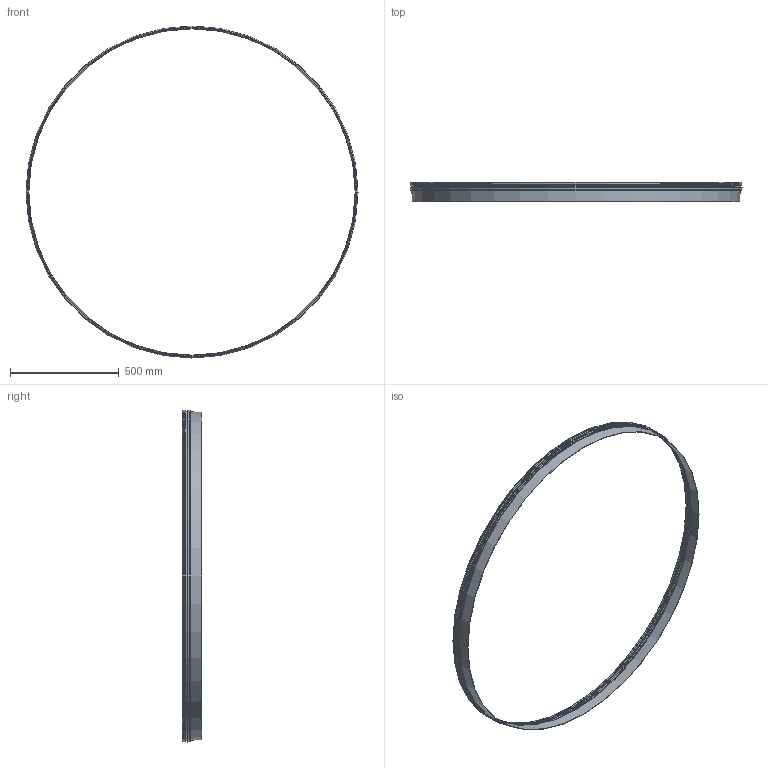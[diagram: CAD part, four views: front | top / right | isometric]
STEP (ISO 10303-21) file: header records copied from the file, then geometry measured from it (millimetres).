
FILE_DESCRIPTION(/* description */ (''),/* implementation_level */ '2;1');
FILE_NAME(/* name */ 'BFM Spigot 1500mm v1.step',/* time_stamp */ '2021-08-06T08:26:05+12:00',/* author */ (''),/* organization */ (''),/* preprocessor_version */ 'ST-DEVELOPER v18.1',/* originating_system */ 'Autodesk Translation Framework v10.9.0.1377',/* authorisation */ '');
FILE_SCHEMA (('AUTOMOTIVE_DESIGN { 1 0 10303 214 3 1 1 }'));
Length unit declared in the file: millimetre
Products named in the file (1): BFM Spigot 1500mm
Bounding box: 1526 x 89 x 1526 mm (x, y, z)
Volume: 883099.2 mm3; surface area: 967551.1 mm2
Topology: 1 solids, 1 shells, 20 faces, 37 edges, 20 vertices
Faces by surface type: cone 12, cylinder 5, plane 3
Full cylindrical faces by diameter (mm): 1513.5 x1, 1517.5 x1, 1522 x2, 1526 x1
Entity records: 526 total; most frequent: DIRECTION 99, CARTESIAN_POINT 78, ORIENTED_EDGE 74, AXIS2_PLACEMENT_3D 41, EDGE_CURVE 37, EDGE_LOOP 23, FACE_OUTER_BOUND 20, CIRCLE 20
